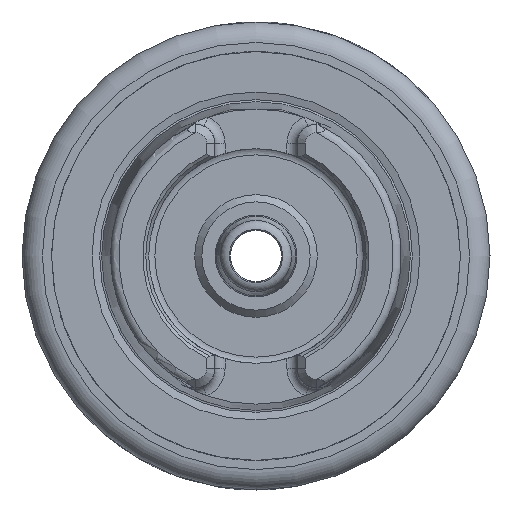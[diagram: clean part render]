
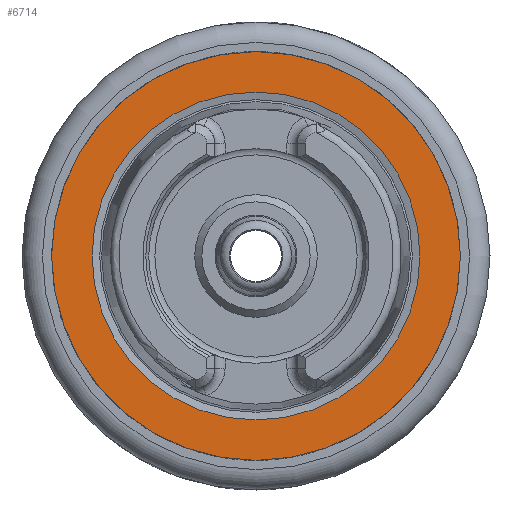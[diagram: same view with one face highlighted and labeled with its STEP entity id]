
A CAD part, left-side view. The second image highlights one B-rep face of the part: STEP entity #6714.
In plain terms, the highlighted planar face has unit normal (-1, 0, 0).
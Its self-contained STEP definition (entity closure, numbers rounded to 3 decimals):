
#5801=CARTESIAN_POINT('',(0.0,20.0,0.0));
#5802=VERTEX_POINT('',#5801);
#5803=CARTESIAN_POINT('',(0.0,0.0,0.0));
#5804=DIRECTION('',(1.0,0.0,0.0));
#5805=DIRECTION('',(0.0,1.0,0.0));
#5806=AXIS2_PLACEMENT_3D('',#5803,#5804,#5805);
#5807=CIRCLE('',#5806,20.0);
#5808=EDGE_CURVE('',#5802,#5802,#5807,.T.);
#6688=CARTESIAN_POINT('',(0.0,16.046,0.0));
#6689=VERTEX_POINT('',#6688);
#6690=CARTESIAN_POINT('',(0.0,0.0,0.0));
#6691=DIRECTION('',(1.0,0.0,0.0));
#6692=DIRECTION('',(0.0,1.0,0.0));
#6693=AXIS2_PLACEMENT_3D('',#6690,#6691,#6692);
#6694=CIRCLE('',#6693,16.046);
#6695=EDGE_CURVE('',#6689,#6689,#6694,.T.);
#6703=CARTESIAN_POINT('',(0.0,18.023,0.0));
#6704=DIRECTION('',(-1.0,0.0,0.0));
#6705=DIRECTION('',(0.0,0.0,1.0));
#6706=AXIS2_PLACEMENT_3D('',#6703,#6704,#6705);
#6707=PLANE('',#6706);
#6708=ORIENTED_EDGE('',*,*,#5808,.F.);
#6709=EDGE_LOOP('',(#6708));
#6710=FACE_OUTER_BOUND('',#6709,.T.);
#6711=ORIENTED_EDGE('',*,*,#6695,.T.);
#6712=EDGE_LOOP('',(#6711));
#6713=FACE_BOUND('',#6712,.T.);
#6714=ADVANCED_FACE('',(#6710,#6713),#6707,.T.);
